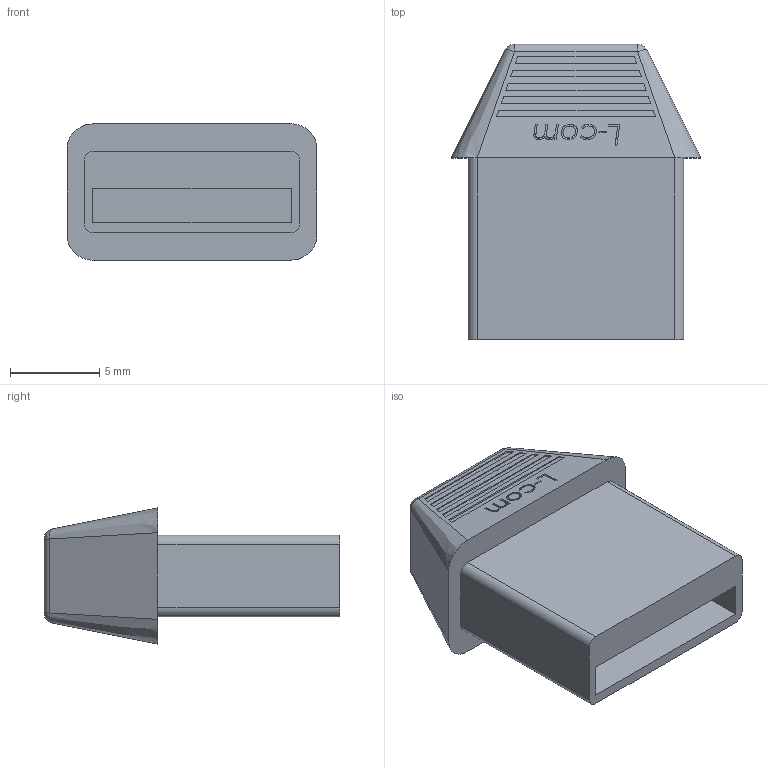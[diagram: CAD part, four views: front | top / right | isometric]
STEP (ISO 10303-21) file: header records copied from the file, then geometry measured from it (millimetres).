
FILE_DESCRIPTION (( 'STEP AP203' ), '1' );
FILE_NAME ('CAPUSB-A.STEP', '2006-06-30T19:49:03', ( ' ' ), ( ' ' ), 'SwSTEP 2.0', 'SolidWorks 2005354', '' );
FILE_SCHEMA (( 'CONFIG_CONTROL_DESIGN' ));
Length unit declared in the file: inch
Products named in the file (1): CAPUSB-A
Bounding box: 13.97 x 16.51 x 7.62 mm (x, y, z)
Volume: 779.4 mm3; surface area: 964.8 mm2
Topology: 1 solids, 1 shells, 196 faces, 502 edges, 332 vertices
Faces by surface type: plane 124, bspline 64, cylinder 8
Entity records: 12153 total; most frequent: CARTESIAN_POINT 7747, ORIENTED_EDGE 1004, DIRECTION 652, EDGE_CURVE 502, LINE 354, VECTOR 354, VERTEX_POINT 332, EDGE_LOOP 220
